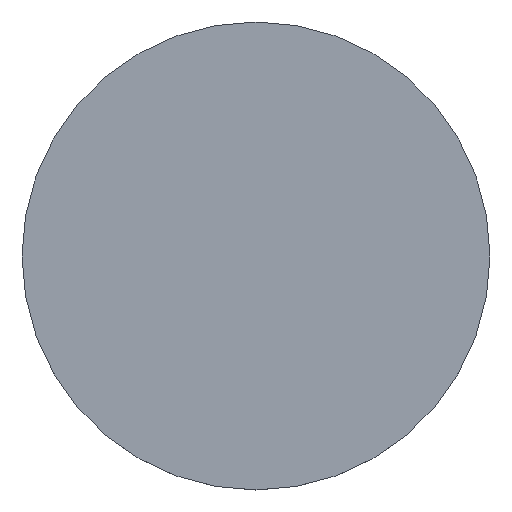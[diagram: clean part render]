
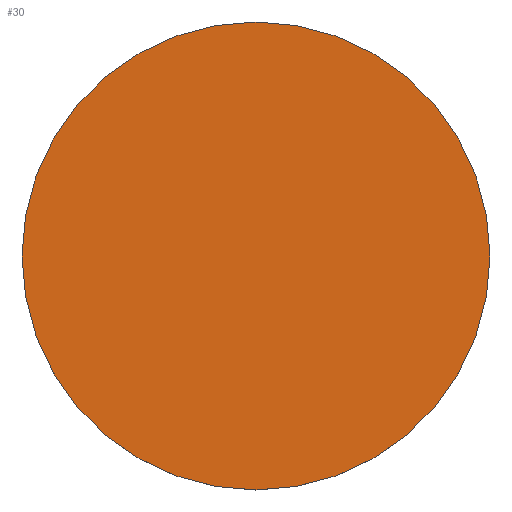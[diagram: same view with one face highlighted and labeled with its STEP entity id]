
A CAD part, top view. The second image highlights one B-rep face of the part: STEP entity #30.
In plain terms, the highlighted planar face has unit normal (0, 0, 1).
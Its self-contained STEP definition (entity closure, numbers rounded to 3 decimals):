
#14 = AXIS2_PLACEMENT_3D ( 'NONE', #20, #37, #124 ) ;
#20 = CARTESIAN_POINT ( 'NONE',  ( 0., 0., 0.5 ) ) ;
#22 = CARTESIAN_POINT ( 'NONE',  ( 15.875, 0., 0.5 ) ) ;
#30 = ADVANCED_FACE ( 'NONE', ( #71 ), #166, .T. ) ;
#37 = DIRECTION ( 'NONE',  ( 0., 0., 1. ) ) ;
#43 = DIRECTION ( 'NONE',  ( 0., 0., 1. ) ) ;
#58 = CIRCLE ( 'NONE', #14, 15.875 ) ;
#59 = ORIENTED_EDGE ( 'NONE', *, *, #110, .T. ) ;
#61 = AXIS2_PLACEMENT_3D ( 'NONE', #106, #69, #154 ) ;
#62 = DIRECTION ( 'NONE',  ( 1., 0., 0. ) ) ;
#69 = DIRECTION ( 'NONE',  ( 0., 0., 1. ) ) ;
#71 = FACE_OUTER_BOUND ( 'NONE', #95, .T. ) ;
#73 = VERTEX_POINT ( 'NONE', #22 ) ;
#86 = CIRCLE ( 'NONE', #61, 15.875 ) ;
#95 = EDGE_LOOP ( 'NONE', ( #136, #59 ) ) ;
#97 = EDGE_CURVE ( 'NONE', #133, #73, #86, .T. ) ;
#106 = CARTESIAN_POINT ( 'NONE',  ( 0., 0., 0.5 ) ) ;
#110 = EDGE_CURVE ( 'NONE', #73, #133, #58, .T. ) ;
#124 = DIRECTION ( 'NONE',  ( 1., 0., 0. ) ) ;
#131 = AXIS2_PLACEMENT_3D ( 'NONE', #138, #43, #62 ) ;
#133 = VERTEX_POINT ( 'NONE', #141 ) ;
#136 = ORIENTED_EDGE ( 'NONE', *, *, #97, .T. ) ;
#138 = CARTESIAN_POINT ( 'NONE',  ( 0., 0., 0.5 ) ) ;
#141 = CARTESIAN_POINT ( 'NONE',  ( -15.875, 0., 0.5 ) ) ;
#154 = DIRECTION ( 'NONE',  ( 1., 0., 0. ) ) ;
#166 = PLANE ( 'NONE',  #131 ) ;
